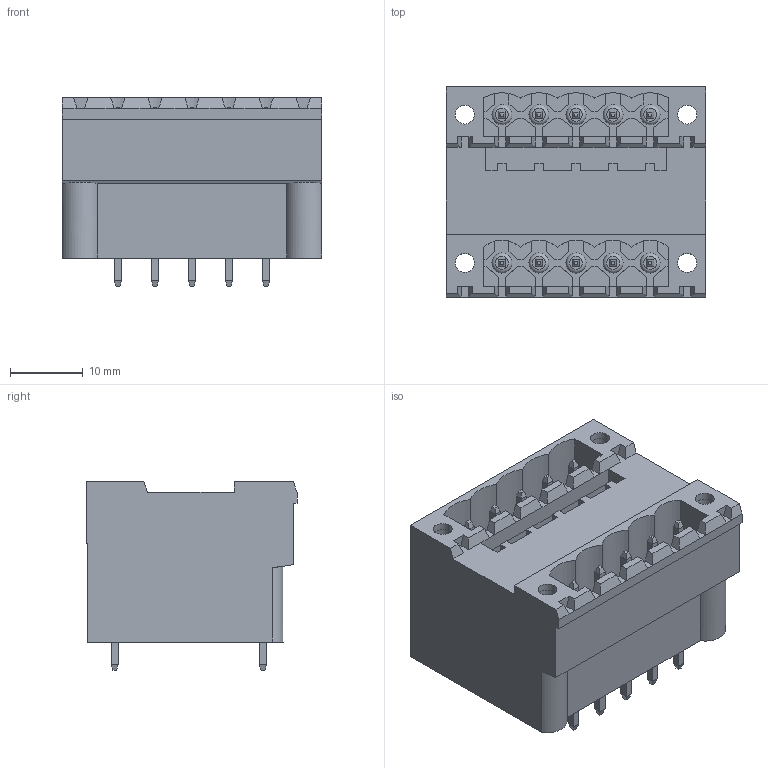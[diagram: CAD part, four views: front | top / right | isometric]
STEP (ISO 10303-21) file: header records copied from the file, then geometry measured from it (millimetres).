
FILE_DESCRIPTION( ( 'Unknown' ), '1' );
FILE_NAME( '691334500010.stp', 'Unknown', ( 'Unknown' ), ( 'Unknown' ), 'PSStep 15.0.49', 'Unknown', ' ' );
FILE_SCHEMA( ( 'AUTOMOTIVE_DESIGN { 1 0 10303 214 1 1 1 1 }' ) );
Length unit declared in the file: millimetre
Products named in the file (5): Assem1; 6913345000xx_PIN; 691333500010; 6913335000xx_INSERT; 691333500010_CAPOT
Assembly tree (16 placements, depth 2):
  Assem1
    6913345000xx_PIN  x10
    691333500010
    6913335000xx_INSERT  x4
    691333500010_CAPOT
Bounding box: 35.56 x 28.8 x 25.9 mm (x, y, z)
Volume: 8122 mm3; surface area: 15521.8 mm2
Topology: 16 solids, 16 shells, 850 faces, 2262 edges, 1468 vertices
Faces by surface type: plane 778, cylinder 54, torus 18
Full cylindrical faces by diameter (mm): 1.7 x8, 2.6 x8, 2.75 x10
Entity records: 27548 total; most frequent: CARTESIAN_POINT 4108, ORIENTED_EDGE 3772, DIRECTION 3424, EDGE_CURVE 1886, LINE 1740, VECTOR 1740, VERTEX_POINT 1262, AXIS2_PLACEMENT_3D 842
